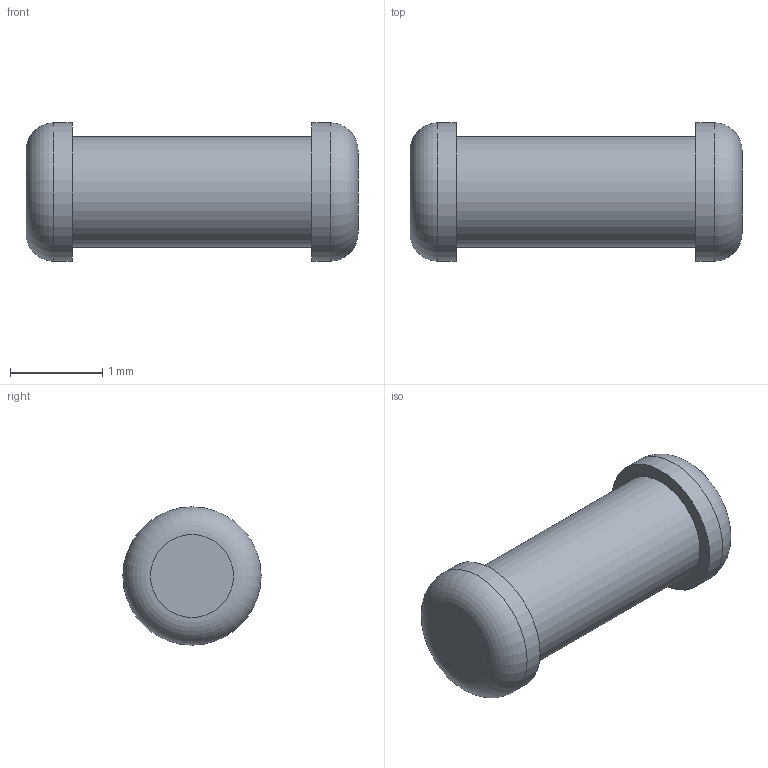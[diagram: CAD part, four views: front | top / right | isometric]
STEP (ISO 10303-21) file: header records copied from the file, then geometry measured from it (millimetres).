
FILE_DESCRIPTION( ( '' ), ' ' );
FILE_NAME( '59548c9592b4840f8d9cc814.step', '2017-06-29T05:13:57', ( '' ), ( '' ), ' ', ' ', ' ' );
FILE_SCHEMA( ( 'AUTOMOTIVE_DESIGN { 1 0 10303 214 1 1 1 1 }' ) );
Length unit declared in the file: metre
Products named in the file (1): Open CASCADE STEP translator 6.8 1
Bounding box: 3.6 x 1.5 x 1.5 mm (x, y, z)
Volume: 4.5 mm3; surface area: 18 mm2
Topology: 1 solids, 1 shells, 9 faces, 13 edges, 8 vertices
Faces by surface type: plane 4, cylinder 3, torus 2
Full cylindrical faces by diameter (mm): 1.2 x1, 1.5 x2
Entity records: 302 total; most frequent: DIRECTION 36, CARTESIAN_POINT 26, AXIS2_PLACEMENT_3D 18, STYLED_ITEM 17, PRESENTATION_STYLE_ASSIGNMENT 17, COLOUR_RGB 17, EDGE_LOOP 16, ORIENTED_EDGE 16
